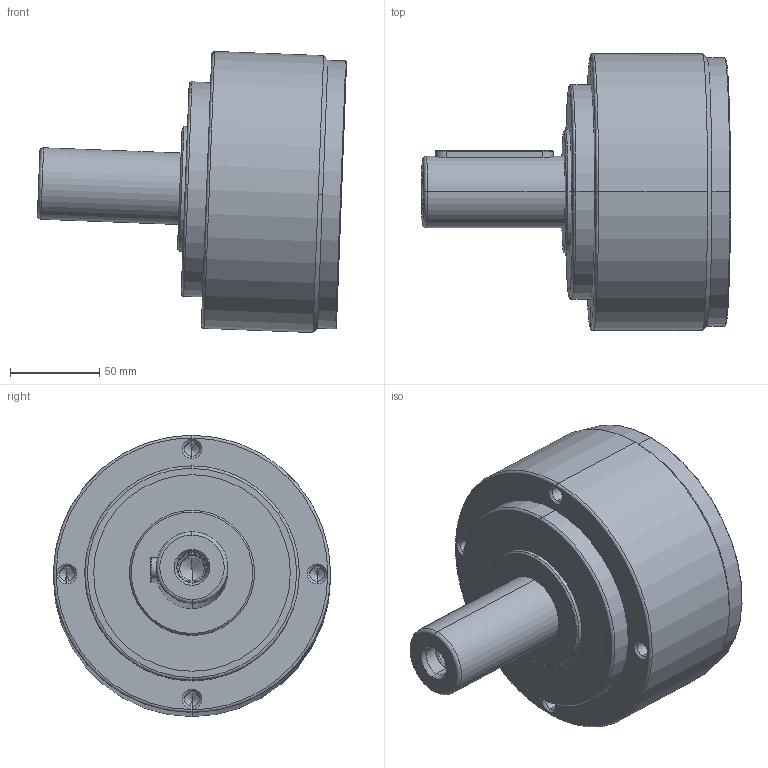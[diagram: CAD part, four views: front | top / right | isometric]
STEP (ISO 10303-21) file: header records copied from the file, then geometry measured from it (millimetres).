
FILE_DESCRIPTION (( 'STEP AP214' ), '1' );
FILE_NAME ('PEL155-L2-24-110-145M8.STEP', '2024-01-06T07:18:35', ( 'admin' ), ( '' ), 'SwSTEP 2.0', 'SolidWorks 2013', '' );
FILE_SCHEMA (( 'AUTOMOTIVE_DESIGN' ));
Length unit declared in the file: millimetre
Products named in the file (2): PE155_X2_8F9351FA7AEF_X0_; PEL155-L2-24-110-145M8
Assembly tree (1 placements, depth 2):
  PEL155-L2-24-110-145M8
    PE155_X2_8F9351FA7AEF_X0_
Bounding box: 172.92 x 155 x 157.22 mm (x, y, z)
Volume: 1644290.5 mm3; surface area: 94512.6 mm2
Topology: 1 solids, 1 shells, 140 faces, 318 edges, 171 vertices
Faces by surface type: cone 71, cylinder 47, plane 14, bspline 8
Entity records: 5814 total; most frequent: CARTESIAN_POINT 1198, DIRECTION 692, ORIENTED_EDGE 576, EDGE_CURVE 288, AXIS2_PLACEMENT_3D 279, VERTEX_POINT 171, EDGE_LOOP 161, UNCERTAINTY_MEASURE_WITH_UNIT 144
